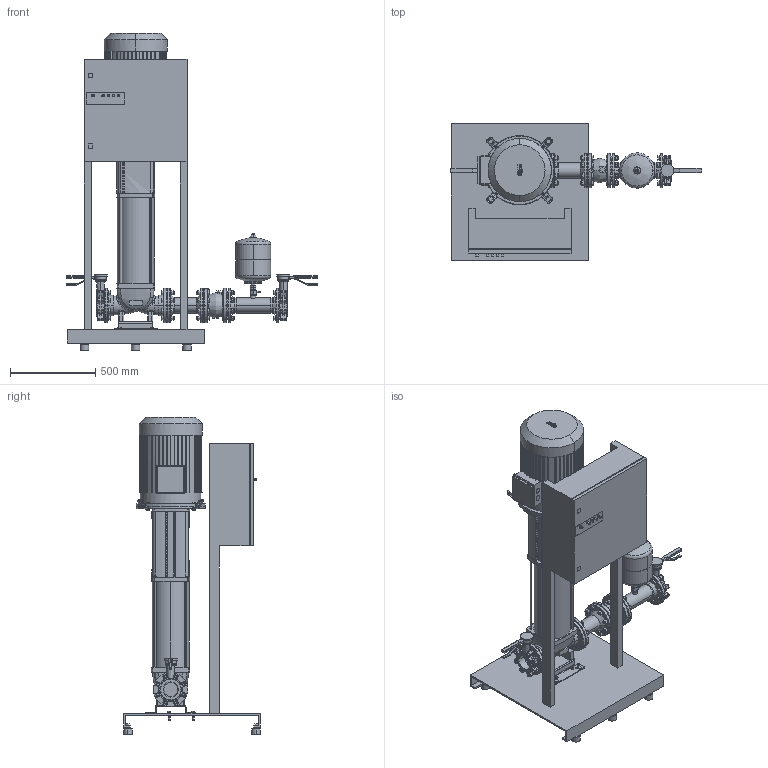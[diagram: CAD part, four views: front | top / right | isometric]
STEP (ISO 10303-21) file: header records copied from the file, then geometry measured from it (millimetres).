
FILE_DESCRIPTION((''),'2;1');
FILE_NAME('3d_FLA-1HELIXV5206_2_K-02PN16-2534399.stp','2013-07-05T14:16:53',(''),(''),'Mechanical Desktop 2009','Mechanical Desktop 2009',', , ');
FILE_SCHEMA(('CONFIG_CONTROL_DESIGN'));
Length unit declared in the file: millimetre
Products named in the file (1): Product
Bounding box: 1469.5 x 800 x 1858.2 mm (x, y, z)
Volume: 197360630.3 mm3; surface area: 8542770.1 mm2
Topology: 92 solids, 92 shells, 3487 faces, 8856 edges, 5737 vertices
Faces by surface type: bspline 1628, plane 1008, cylinder 606, torus 125, cone 110, sphere 10
Entity records: 122613 total; most frequent: CARTESIAN_POINT 41148, ORIENTED_EDGE 17666, DIRECTION 15059, EDGE_CURVE 8833, VERTEX_POINT 5732, VECTOR 5523, LINE 5523, AXIS2_PLACEMENT_3D 4768
